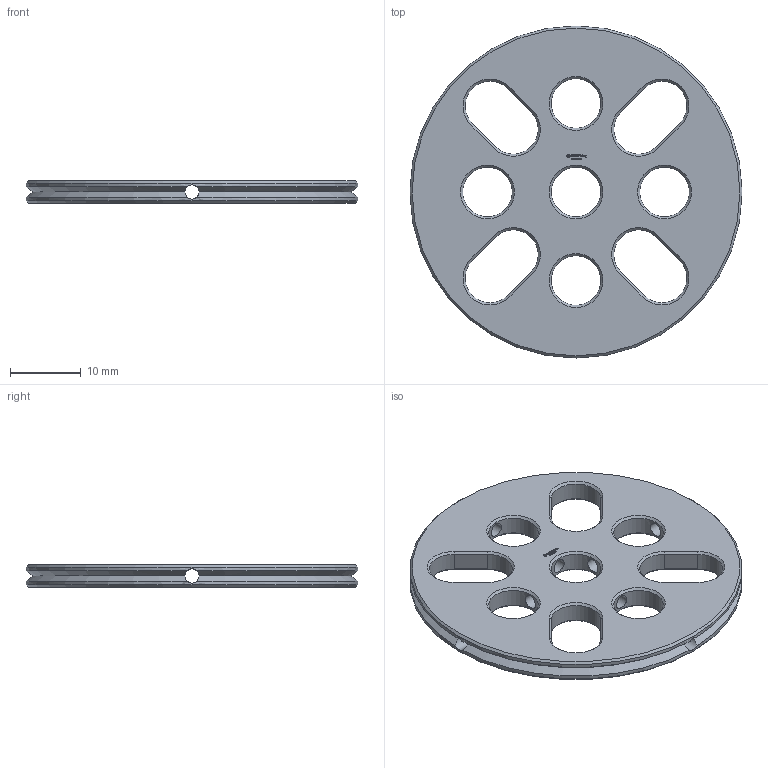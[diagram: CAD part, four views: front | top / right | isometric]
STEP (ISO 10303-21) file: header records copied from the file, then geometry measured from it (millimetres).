
FILE_DESCRIPTION(('FreeCAD Model'),'2;1');
FILE_NAME('Open CASCADE Shape Model','2023-11-14T16:13:45',(''),(''), 'Open CASCADE STEP processor 7.6','FreeCAD','Unknown');
FILE_SCHEMA(('AUTOMOTIVE_DESIGN { 1 0 10303 214 1 1 1 1 }'));
Length unit declared in the file: millimetre
Products named in the file (1): Washer FRE OCT BU03.75x00.25 - SPN-WSR-0049 (stemfie.org)
Bounding box: 46.88 x 46.88 x 3.12 mm (x, y, z)
Volume: 3596.7 mm3; surface area: 3963.9 mm2
Topology: 1 solids, 1 shells, 572 faces, 1594 edges, 1048 vertices
Faces by surface type: plane 339, extrusion 174, cone 36, cylinder 23
Full cylindrical faces by diameter (mm): 2 x8, 7 x5, 46.875 x2
Entity records: 41850 total; most frequent: CARTESIAN_POINT 11230, DIRECTION 4957, VECTOR 4008, LINE 3834, ORIENTED_EDGE 3188, PCURVE 3188, DEFINITIONAL_REPRESENTATION 3188, EDGE_CURVE 1594
